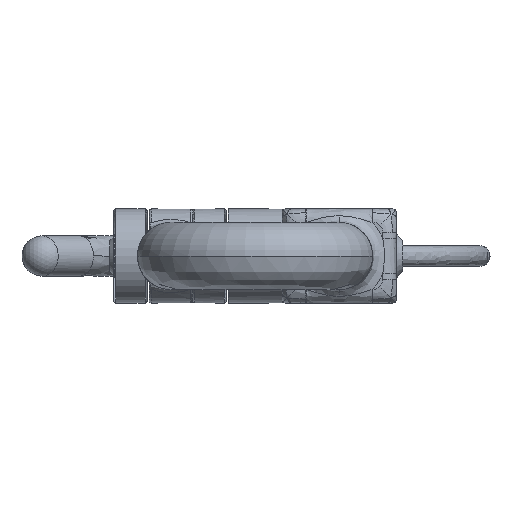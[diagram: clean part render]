
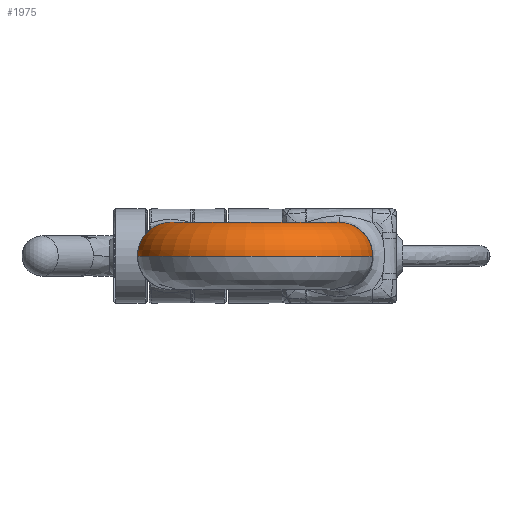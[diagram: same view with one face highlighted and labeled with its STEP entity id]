
A CAD part, left-side view. The second image highlights one B-rep face of the part: STEP entity #1975.
In plain terms, the highlighted toroidal (fillet/blend) face has major radius 12.575 mm and minor radius 5 mm.
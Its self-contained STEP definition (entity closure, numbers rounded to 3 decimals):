
#1975=ADVANCED_FACE('',(#6702),#6704,.T.);
#6702=FACE_BOUND('',#6703,.T.);
#6703=EDGE_LOOP('',(#8877,#8878,#8879,#8880,#8881,#8882));
#6704=TOROIDAL_SURFACE('',#6705,12.575,5.);
#6705=AXIS2_PLACEMENT_3D('',#6706,#6707,#6708);
#6706=CARTESIAN_POINT('',(-64.058,22.826,30.725));
#6707=DIRECTION('',(0.,0.,-1.));
#6708=DIRECTION('',(-0.101,-0.995,0.));
#8877=ORIENTED_EDGE('',*,*,#9587,.F.);
#8878=ORIENTED_EDGE('',*,*,#9588,.F.);
#8879=ORIENTED_EDGE('',*,*,#9499,.T.);
#8880=ORIENTED_EDGE('',*,*,#9589,.F.);
#8881=ORIENTED_EDGE('',*,*,#9590,.F.);
#8882=ORIENTED_EDGE('',*,*,#9591,.F.);
#9499=EDGE_CURVE('',#10432,#10437,#10439,.T.);
#9587=EDGE_CURVE('',#10570,#10571,#10572,.T.);
#9588=EDGE_CURVE('',#10432,#10570,#10573,.T.);
#9589=EDGE_CURVE('',#10574,#10437,#10575,.T.);
#9590=EDGE_CURVE('',#10576,#10574,#10577,.T.);
#9591=EDGE_CURVE('',#10571,#10576,#10578,.T.);
#10432=VERTEX_POINT('',#21254);
#10437=VERTEX_POINT('',#21293);
#10439=B_SPLINE_CURVE_WITH_KNOTS('',3,
(#21298,#21299,#21300,#21301,#21302,#21303,#21304,#21305,#21306,#21307,#21308,#21309,
#21310,#21311,#21312,#21313,#21314,#21315,#21316,#21317,#21318,#21319,#21320,#21321,
#21322,#21323,#21324,#21325,#21326,#21327,#21328,#21329,#21330,#21331,#21332,#21333),
.UNSPECIFIED.,.F.,.F.,
(4,1,1,1,1,1,1,1,1,1,1,1,1,1,1,1,1,1,1,1,1,1,1,1,1,1,1,1,1,1,1,1,1,4),
(0.,0.039,0.078,0.117,0.156,0.194,
0.231,0.268,0.304,0.339,0.373,
0.405,0.437,0.467,0.499,0.532,
0.577,0.62,0.662,0.691,0.718,
0.752,0.784,0.816,0.843,0.867,
0.889,0.905,0.921,0.937,0.953,
0.968,0.984,1.),
.UNSPECIFIED.);
#10570=VERTEX_POINT('',#22358);
#10571=VERTEX_POINT('',#22359);
#10572=B_SPLINE_CURVE_WITH_KNOTS('',3,
(#22360,#22361,#22362,#22363,#22364,#22365,#22366,#22367,#22368,#22369,#22370,#22371,
#22372,#22373,#22374,#22375,#22376,#22377,#22378,#22379,#22380,#22381,#22382,#22383,
#22384,#22385,#22386,#22387,#22388,#22389,#22390,#22391,#22392,#22393,#22394,#22395),
.UNSPECIFIED.,.F.,.F.,
(4,1,1,1,1,1,1,1,1,1,1,1,1,1,1,1,1,1,1,1,1,1,1,1,1,1,1,1,1,1,1,1,1,4),
(0.,0.039,0.078,0.117,0.156,0.194,
0.231,0.268,0.304,0.339,0.373,
0.405,0.437,0.467,0.499,0.532,
0.577,0.62,0.662,0.691,0.718,
0.752,0.784,0.816,0.843,0.867,
0.889,0.905,0.921,0.937,0.953,
0.968,0.984,1.),
.UNSPECIFIED.);
#10573=CIRCLE('',#22396,7.575);
#10574=VERTEX_POINT('',#22400);
#10575=CIRCLE('',#22401,5.);
#10576=VERTEX_POINT('',#22405);
#10577=CIRCLE('',#22406,17.575);
#10578=CIRCLE('',#22410,5.);
#21254=CARTESIAN_POINT('',(-65.04,30.337,30.725));
#21293=CARTESIAN_POINT('',(-65.325,35.337,35.725));
#21298=CARTESIAN_POINT('',(-65.04,30.337,30.725));
#21299=CARTESIAN_POINT('',(-65.04,30.337,30.829));
#21300=CARTESIAN_POINT('',(-65.041,30.344,31.036));
#21301=CARTESIAN_POINT('',(-65.043,30.372,31.343));
#21302=CARTESIAN_POINT('',(-65.046,30.42,31.646));
#21303=CARTESIAN_POINT('',(-65.05,30.484,31.942));
#21304=CARTESIAN_POINT('',(-65.055,30.566,32.229));
#21305=CARTESIAN_POINT('',(-65.061,30.662,32.506));
#21306=CARTESIAN_POINT('',(-65.068,30.772,32.77));
#21307=CARTESIAN_POINT('',(-65.076,30.894,33.024));
#21308=CARTESIAN_POINT('',(-65.084,31.027,33.263));
#21309=CARTESIAN_POINT('',(-65.093,31.168,33.49));
#21310=CARTESIAN_POINT('',(-65.102,31.316,33.7));
#21311=CARTESIAN_POINT('',(-65.112,31.468,33.895));
#21312=CARTESIAN_POINT('',(-65.121,31.627,34.08));
#21313=CARTESIAN_POINT('',(-65.131,31.799,34.261));
#21314=CARTESIAN_POINT('',(-65.144,32.007,34.459));
#21315=CARTESIAN_POINT('',(-65.158,32.252,34.665));
#21316=CARTESIAN_POINT('',(-65.174,32.527,34.865));
#21317=CARTESIAN_POINT('',(-65.188,32.779,35.024));
#21318=CARTESIAN_POINT('',(-65.201,33.002,35.148));
#21319=CARTESIAN_POINT('',(-65.213,33.211,35.253));
#21320=CARTESIAN_POINT('',(-65.225,33.435,35.352));
#21321=CARTESIAN_POINT('',(-65.238,33.675,35.443));
#21322=CARTESIAN_POINT('',(-65.25,33.902,35.517));
#21323=CARTESIAN_POINT('',(-65.261,34.11,35.574));
#21324=CARTESIAN_POINT('',(-65.271,34.294,35.616));
#21325=CARTESIAN_POINT('',(-65.28,34.453,35.647));
#21326=CARTESIAN_POINT('',(-65.287,34.592,35.67));
#21327=CARTESIAN_POINT('',(-65.293,34.717,35.687));
#21328=CARTESIAN_POINT('',(-65.3,34.842,35.701));
#21329=CARTESIAN_POINT('',(-65.306,34.966,35.712));
#21330=CARTESIAN_POINT('',(-65.312,35.09,35.72));
#21331=CARTESIAN_POINT('',(-65.319,35.214,35.724));
#21332=CARTESIAN_POINT('',(-65.323,35.296,35.725));
#21333=CARTESIAN_POINT('',(-65.325,35.337,35.725));
#22358=CARTESIAN_POINT('',(-65.04,15.315,30.725));
#22359=CARTESIAN_POINT('',(-65.325,10.315,35.725));
#22360=CARTESIAN_POINT('',(-65.04,15.315,30.725));
#22361=CARTESIAN_POINT('',(-65.04,15.315,30.829));
#22362=CARTESIAN_POINT('',(-65.041,15.308,31.036));
#22363=CARTESIAN_POINT('',(-65.043,15.28,31.343));
#22364=CARTESIAN_POINT('',(-65.046,15.233,31.646));
#22365=CARTESIAN_POINT('',(-65.05,15.168,31.942));
#22366=CARTESIAN_POINT('',(-65.055,15.087,32.229));
#22367=CARTESIAN_POINT('',(-65.061,14.99,32.506));
#22368=CARTESIAN_POINT('',(-65.068,14.88,32.77));
#22369=CARTESIAN_POINT('',(-65.076,14.758,33.024));
#22370=CARTESIAN_POINT('',(-65.084,14.626,33.263));
#22371=CARTESIAN_POINT('',(-65.093,14.484,33.49));
#22372=CARTESIAN_POINT('',(-65.102,14.337,33.7));
#22373=CARTESIAN_POINT('',(-65.112,14.184,33.895));
#22374=CARTESIAN_POINT('',(-65.121,14.025,34.08));
#22375=CARTESIAN_POINT('',(-65.131,13.853,34.261));
#22376=CARTESIAN_POINT('',(-65.144,13.645,34.459));
#22377=CARTESIAN_POINT('',(-65.158,13.401,34.665));
#22378=CARTESIAN_POINT('',(-65.174,13.125,34.865));
#22379=CARTESIAN_POINT('',(-65.188,12.873,35.024));
#22380=CARTESIAN_POINT('',(-65.201,12.65,35.148));
#22381=CARTESIAN_POINT('',(-65.213,12.441,35.253));
#22382=CARTESIAN_POINT('',(-65.225,12.217,35.352));
#22383=CARTESIAN_POINT('',(-65.238,11.977,35.443));
#22384=CARTESIAN_POINT('',(-65.25,11.75,35.517));
#22385=CARTESIAN_POINT('',(-65.261,11.542,35.574));
#22386=CARTESIAN_POINT('',(-65.271,11.358,35.616));
#22387=CARTESIAN_POINT('',(-65.28,11.199,35.647));
#22388=CARTESIAN_POINT('',(-65.287,11.06,35.67));
#22389=CARTESIAN_POINT('',(-65.293,10.935,35.687));
#22390=CARTESIAN_POINT('',(-65.3,10.811,35.701));
#22391=CARTESIAN_POINT('',(-65.306,10.686,35.712));
#22392=CARTESIAN_POINT('',(-65.312,10.562,35.72));
#22393=CARTESIAN_POINT('',(-65.319,10.439,35.724));
#22394=CARTESIAN_POINT('',(-65.323,10.356,35.725));
#22395=CARTESIAN_POINT('',(-65.325,10.315,35.725));
#22396=AXIS2_PLACEMENT_3D('',#22397,#22398,#22399);
#22397=CARTESIAN_POINT('',(-64.058,22.826,30.725));
#22398=DIRECTION('',(0.,-0.,1.));
#22399=DIRECTION('',(-0.13,0.992,0.));
#22400=CARTESIAN_POINT('',(-65.829,40.312,30.725));
#22401=AXIS2_PLACEMENT_3D('',#22402,#22403,#22404);
#22402=CARTESIAN_POINT('',(-65.325,35.337,30.725));
#22403=DIRECTION('',(0.995,0.101,0.));
#22404=DIRECTION('',(-0.101,0.995,0.));
#22405=CARTESIAN_POINT('',(-65.829,5.34,30.725));
#22406=AXIS2_PLACEMENT_3D('',#22407,#22408,#22409);
#22407=CARTESIAN_POINT('',(-64.058,22.826,30.725));
#22408=DIRECTION('',(-0.,0.,-1.));
#22409=DIRECTION('',(-0.101,-0.995,0.));
#22410=AXIS2_PLACEMENT_3D('',#22411,#22412,#22413);
#22411=CARTESIAN_POINT('',(-65.325,10.315,30.725));
#22412=DIRECTION('',(0.995,-0.101,-0.));
#22413=DIRECTION('',(0.,0.,1.));
